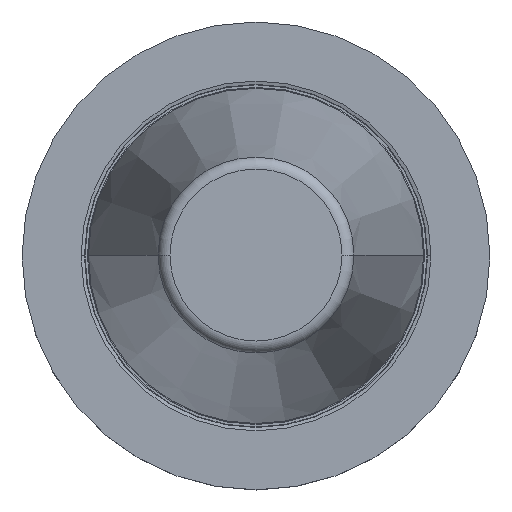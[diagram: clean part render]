
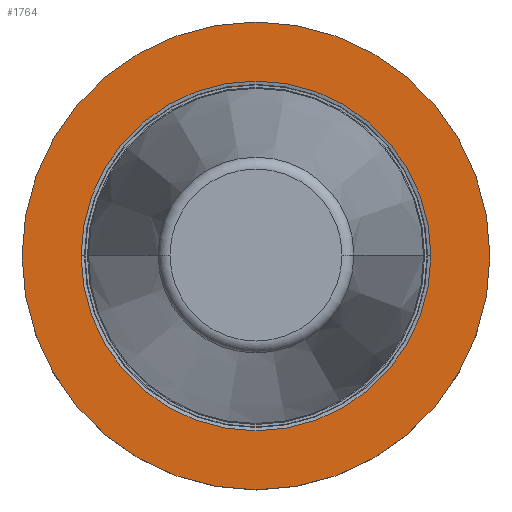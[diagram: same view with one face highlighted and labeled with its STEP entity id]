
A CAD part, top view. The second image highlights one B-rep face of the part: STEP entity #1764.
In plain terms, the highlighted planar face has unit normal (0, 0, 1).
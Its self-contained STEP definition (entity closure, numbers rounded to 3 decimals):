
#115=CARTESIAN_POINT('',(0.,0.,-3.2));
#116=DIRECTION('',(0.,0.,1.));
#117=DIRECTION('',(1.,0.,0.));
#118=AXIS2_PLACEMENT_3D('',#115,#116,#117);
#123=CARTESIAN_POINT('',(0.,0.,-3.2));
#124=DIRECTION('',(0.,0.,-1.));
#125=DIRECTION('',(1.,0.,0.));
#126=AXIS2_PLACEMENT_3D('',#123,#124,#125);
#131=CARTESIAN_POINT('',(0.,0.,-3.2));
#132=DIRECTION('',(0.,0.,1.));
#133=DIRECTION('',(1.,0.,0.));
#134=AXIS2_PLACEMENT_3D('',#131,#132,#133);
#139=CARTESIAN_POINT('',(0.,0.,-3.2));
#140=DIRECTION('',(0.,0.,1.));
#141=DIRECTION('',(-1.,0.,0.));
#142=AXIS2_PLACEMENT_3D('',#139,#140,#141);
#1557=CARTESIAN_POINT('',(48.75,0.,-3.2));
#1558=CARTESIAN_POINT('',(-48.75,0.,-3.2));
#1559=VERTEX_POINT('',#1557);
#1560=VERTEX_POINT('',#1558);
#1623=CARTESIAN_POINT('',(36.446,0.,-3.2));
#1624=VERTEX_POINT('',#1623);
#1627=CARTESIAN_POINT('',(-36.446,0.,-3.2));
#1628=VERTEX_POINT('',#1627);
#1749=CARTESIAN_POINT('',(0.,0.,-3.2));
#1750=DIRECTION('',(0.,0.,-1.));
#1751=DIRECTION('',(-1.,0.,0.));
#1752=AXIS2_PLACEMENT_3D('',#1749,#1750,#1751);
#1753=PLANE('',#1752);
#1754=ORIENTED_EDGE('',*,*,#1729,.F.);
#1755=ORIENTED_EDGE('',*,*,#1670,.T.);
#1756=EDGE_LOOP('',(#1754,#1755));
#1757=FACE_OUTER_BOUND('',#1756,.F.);
#1759=ORIENTED_EDGE('',*,*,#1758,.T.);
#1761=ORIENTED_EDGE('',*,*,#1760,.T.);
#1762=EDGE_LOOP('',(#1759,#1761));
#1763=FACE_BOUND('',#1762,.F.);
#119=CIRCLE('',#118,48.75);
#127=CIRCLE('',#126,48.75);
#135=CIRCLE('',#134,36.446);
#143=CIRCLE('',#142,36.446);
#1670=EDGE_CURVE('',#1559,#1560,#127,.T.);
#1729=EDGE_CURVE('',#1559,#1560,#119,.T.);
#1758=EDGE_CURVE('',#1624,#1628,#135,.T.);
#1760=EDGE_CURVE('',#1628,#1624,#143,.T.);
#1764=ADVANCED_FACE('',(#1757,#1763),#1753,.F.);
